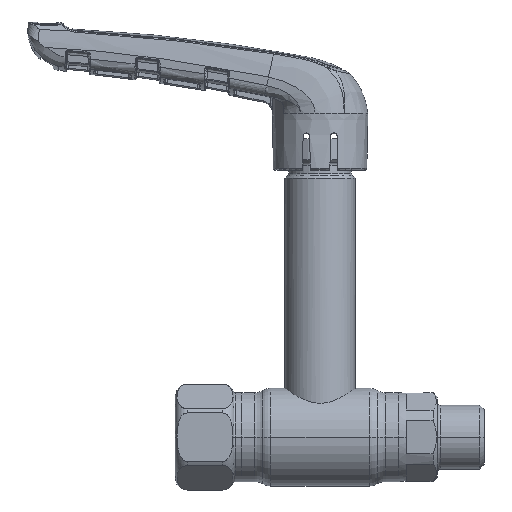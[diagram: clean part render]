
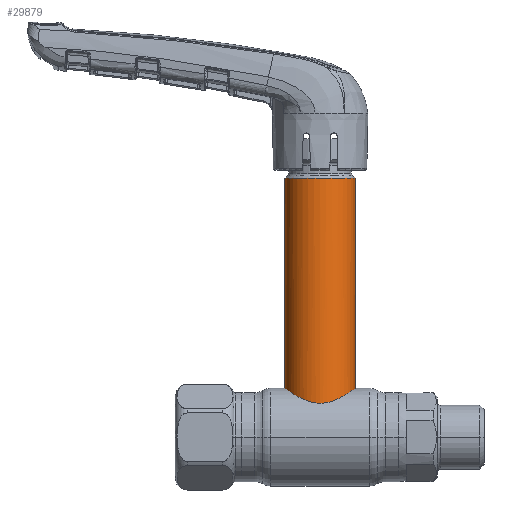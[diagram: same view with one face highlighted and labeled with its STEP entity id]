
A CAD part, top view. The second image highlights one B-rep face of the part: STEP entity #29879.
In plain terms, the highlighted cylindrical face has radius 9 mm (diameter 18 mm), a partial arc.
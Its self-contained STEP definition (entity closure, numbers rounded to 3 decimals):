
#356 = CARTESIAN_POINT ( 'NONE',  ( 7.096, 11.206, 5.543 ) ) ;
#553 = CARTESIAN_POINT ( 'NONE',  ( -9., 12.5, 0.621 ) ) ;
#757 = CARTESIAN_POINT ( 'NONE',  ( 0.312, 8.675, 9. ) ) ;
#958 = CARTESIAN_POINT ( 'NONE',  ( 6.731, 10.979, 5.981 ) ) ;
#1159 = CARTESIAN_POINT ( 'NONE',  ( 7.753, 11.632, 4.607 ) ) ;
#1358 = CARTESIAN_POINT ( 'NONE',  ( 8.984, 12.489, 0.613 ) ) ;
#2173 = CARTESIAN_POINT ( 'NONE',  ( 9., 12.5, 0. ) ) ;
#2881 = CARTESIAN_POINT ( 'NONE',  ( 9., 0., 0. ) ) ;
#5116 = CARTESIAN_POINT ( 'NONE',  ( 8.688, 12.277, 2.426 ) ) ;
#5725 = CARTESIAN_POINT ( 'NONE',  ( -7.101, 11.208, 5.56 ) ) ;
#5933 = CARTESIAN_POINT ( 'NONE',  ( 3.784, 9.461, 8.171 ) ) ;
#6512 = CARTESIAN_POINT ( 'NONE',  ( 9., 12.5, 0. ) ) ;
#8996 = CARTESIAN_POINT ( 'NONE',  ( 0., 0., 0. ) ) ;
#9445 = VECTOR ( 'NONE', #35625, 1000. ) ;
#9781 = CARTESIAN_POINT ( 'NONE',  ( 8.874, 12.409, 1.533 ) ) ;
#9968 = CARTESIAN_POINT ( 'NONE',  ( 5.931, 10.503, 6.794 ) ) ;
#10372 = CARTESIAN_POINT ( 'NONE',  ( -8.389, 12.068, 3.272 ) ) ;
#10566 = CARTESIAN_POINT ( 'NONE',  ( -8.936, 12.454, 1.228 ) ) ;
#11026 = B_SPLINE_CURVE_WITH_KNOTS ( 'NONE', 3,
 ( #38640, #553, #10566, #19624, #52595, #52211, #10372, #14867, #52009, #24333, #23915, #5725, #56905, #24112, #52809, #19219, #56705, #28621, #43138, #28821, #56510, #52403, #15064, #47888, #24527, #757, #57106, #33323, #57313, #47679, #37829, #5933, #38035, #14668, #19422, #29214, #9968, #42731, #958, #356, #29015, #1159, #47477, #33127, #5116, #9781, #42538, #1358, #16088, #2173 ),
 .UNSPECIFIED., .F., .F.,
 ( 4, 2, 2, 2, 2, 2, 2, 2, 2, 2, 2, 2, 2, 2, 2, 2, 2, 2, 2, 2, 2, 2, 2, 2, 4 ),
 ( 0., 0.002, 0.003, 0.004, 0.005, 0.006, 0.007, 0.009, 0.011, 0.012, 0.013, 0.014, 0.015, 0.016, 0.017, 0.018, 0.019, 0.02, 0.022, 0.023, 0.024, 0.026, 0.028, 0.028, 0.029 ),
 .UNSPECIFIED. ) ;
#11329 = CARTESIAN_POINT ( 'NONE',  ( -9., 0., 0. ) ) ;
#12394 = CARTESIAN_POINT ( 'NONE',  ( 0., 66.219, 0. ) ) ;
#13392 = CYLINDRICAL_SURFACE ( 'NONE', #54733, 9. ) ;
#13551 = ORIENTED_EDGE ( 'NONE', *, *, #25967, .F. ) ;
#14668 = CARTESIAN_POINT ( 'NONE',  ( 4.551, 9.793, 7.77 ) ) ;
#14867 = CARTESIAN_POINT ( 'NONE',  ( -8.156, 11.907, 3.816 ) ) ;
#15064 = CARTESIAN_POINT ( 'NONE',  ( -1.224, 8.755, 8.922 ) ) ;
#16088 = CARTESIAN_POINT ( 'NONE',  ( 9., 12.5, 0.306 ) ) ;
#17526 = LINE ( 'NONE', #11329, #54185 ) ;
#17534 = DIRECTION ( 'NONE',  ( 0., -1., 0. ) ) ;
#17814 = FACE_OUTER_BOUND ( 'NONE', #36827, .T. ) ;
#19219 = CARTESIAN_POINT ( 'NONE',  ( -4.549, 9.787, 7.786 ) ) ;
#19422 = CARTESIAN_POINT ( 'NONE',  ( 4.793, 9.909, 7.623 ) ) ;
#19624 = CARTESIAN_POINT ( 'NONE',  ( -8.752, 12.323, 2.119 ) ) ;
#20928 = EDGE_CURVE ( 'NONE', #36586, #52268, #27242, .T. ) ;
#21532 = EDGE_CURVE ( 'NONE', #27310, #52848, #11026, .T. ) ;
#23134 = DIRECTION ( 'NONE',  ( -1., 0., 0. ) ) ;
#23915 = CARTESIAN_POINT ( 'NONE',  ( -7.592, 11.527, 4.842 ) ) ;
#24112 = CARTESIAN_POINT ( 'NONE',  ( -5.93, 10.503, 6.793 ) ) ;
#24333 = CARTESIAN_POINT ( 'NONE',  ( -7.746, 11.629, 4.592 ) ) ;
#24527 = CARTESIAN_POINT ( 'NONE',  ( -0.301, 8.674, 9. ) ) ;
#25967 = EDGE_CURVE ( 'NONE', #36586, #52848, #35821, .T. ) ;
#26715 = EDGE_CURVE ( 'NONE', #52268, #27310, #17526, .T. ) ;
#27242 = CIRCLE ( 'NONE', #32337, 9. ) ;
#27306 = ORIENTED_EDGE ( 'NONE', *, *, #21532, .T. ) ;
#27310 = VERTEX_POINT ( 'NONE', #44087 ) ;
#28621 = CARTESIAN_POINT ( 'NONE',  ( -3.248, 9.26, 8.398 ) ) ;
#28821 = CARTESIAN_POINT ( 'NONE',  ( -2.403, 8.997, 8.678 ) ) ;
#28948 = CARTESIAN_POINT ( 'NONE',  ( -9., 66.219, 0. ) ) ;
#29015 = CARTESIAN_POINT ( 'NONE',  ( 7.268, 11.316, 5.316 ) ) ;
#29214 = CARTESIAN_POINT ( 'NONE',  ( 5.496, 10.261, 7.15 ) ) ;
#29879 = ADVANCED_FACE ( 'NONE', ( #17814 ), #13392, .T. ) ;
#30832 = DIRECTION ( 'NONE',  ( -1., 0., 0. ) ) ;
#32337 = AXIS2_PLACEMENT_3D ( 'NONE', #12394, #17534, #30832 ) ;
#32669 = CARTESIAN_POINT ( 'NONE',  ( 9., 66.219, 0. ) ) ;
#33127 = CARTESIAN_POINT ( 'NONE',  ( 8.506, 12.148, 3. ) ) ;
#33323 = CARTESIAN_POINT ( 'NONE',  ( 1.225, 8.756, 8.921 ) ) ;
#35625 = DIRECTION ( 'NONE',  ( 0., -1., 0. ) ) ;
#35821 = LINE ( 'NONE', #2881, #9445 ) ;
#36586 = VERTEX_POINT ( 'NONE', #32669 ) ;
#36827 = EDGE_LOOP ( 'NONE', ( #13551, #42512, #52746, #27306 ) ) ;
#37829 = CARTESIAN_POINT ( 'NONE',  ( 2.98, 9.159, 8.512 ) ) ;
#38035 = CARTESIAN_POINT ( 'NONE',  ( 4.046, 9.569, 8.044 ) ) ;
#38640 = CARTESIAN_POINT ( 'NONE',  ( -9., 12.5, 0. ) ) ;
#42512 = ORIENTED_EDGE ( 'NONE', *, *, #20928, .T. ) ;
#42538 = CARTESIAN_POINT ( 'NONE',  ( 8.921, 12.443, 1.229 ) ) ;
#42731 = CARTESIAN_POINT ( 'NONE',  ( 6.537, 10.861, 6.192 ) ) ;
#43138 = CARTESIAN_POINT ( 'NONE',  ( -2.97, 9.165, 8.501 ) ) ;
#44087 = CARTESIAN_POINT ( 'NONE',  ( -9., 12.5, 0. ) ) ;
#47477 = CARTESIAN_POINT ( 'NONE',  ( 8.034, 11.823, 4.099 ) ) ;
#47679 = CARTESIAN_POINT ( 'NONE',  ( 2.419, 8.987, 8.69 ) ) ;
#47888 = CARTESIAN_POINT ( 'NONE',  ( -0.611, 8.691, 8.985 ) ) ;
#52009 = CARTESIAN_POINT ( 'NONE',  ( -8.027, 11.819, 4.08 ) ) ;
#52211 = CARTESIAN_POINT ( 'NONE',  ( -8.494, 12.14, 2.992 ) ) ;
#52268 = VERTEX_POINT ( 'NONE', #28948 ) ;
#52403 = CARTESIAN_POINT ( 'NONE',  ( -1.525, 8.803, 8.875 ) ) ;
#52595 = CARTESIAN_POINT ( 'NONE',  ( -8.676, 12.268, 2.414 ) ) ;
#52746 = ORIENTED_EDGE ( 'NONE', *, *, #26715, .T. ) ;
#52809 = CARTESIAN_POINT ( 'NONE',  ( -5.487, 10.257, 7.156 ) ) ;
#52848 = VERTEX_POINT ( 'NONE', #6512 ) ;
#53979 = DIRECTION ( 'NONE',  ( 0., -1., 0. ) ) ;
#54185 = VECTOR ( 'NONE', #53979, 1000. ) ;
#54733 = AXIS2_PLACEMENT_3D ( 'NONE', #8996, #60805, #23134 ) ;
#56510 = CARTESIAN_POINT ( 'NONE',  ( -2.114, 8.924, 8.753 ) ) ;
#56705 = CARTESIAN_POINT ( 'NONE',  ( -4.05, 9.561, 8.058 ) ) ;
#56905 = CARTESIAN_POINT ( 'NONE',  ( -6.736, 10.978, 5.996 ) ) ;
#57106 = CARTESIAN_POINT ( 'NONE',  ( 0.617, 8.691, 8.984 ) ) ;
#57313 = CARTESIAN_POINT ( 'NONE',  ( 1.53, 8.804, 8.874 ) ) ;
#60805 = DIRECTION ( 'NONE',  ( 0., -1., 0. ) ) ;
